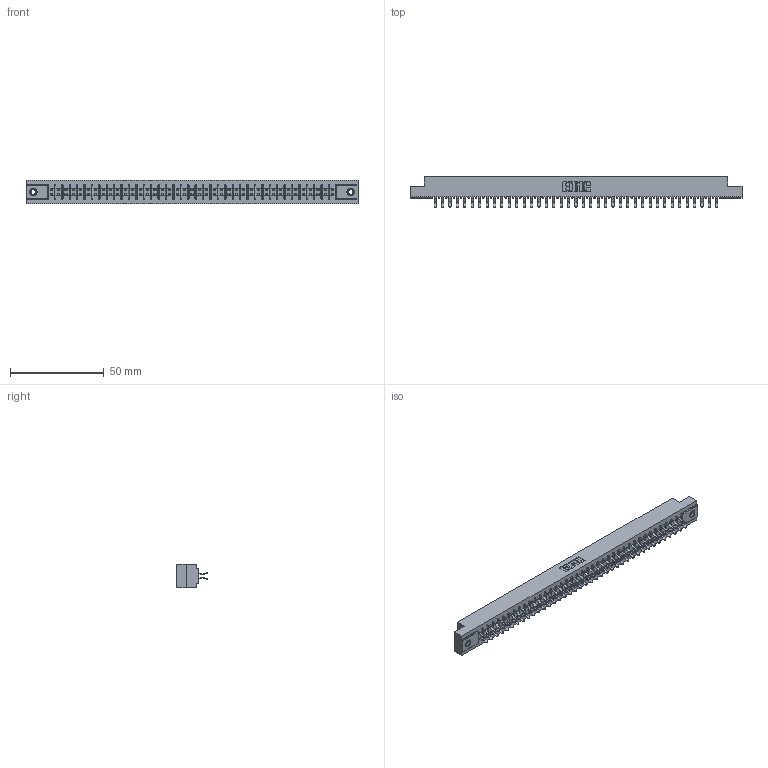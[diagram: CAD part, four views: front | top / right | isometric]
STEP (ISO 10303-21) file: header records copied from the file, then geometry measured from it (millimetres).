
FILE_DESCRIPTION (( 'STEP AP203' ), '1' );
FILE_NAME ('355-078-556-507.STEP', '2019-09-13T14:14:00', ( '' ), ( '' ), 'SwSTEP 2.0', 'SolidWorks 2016', '' );
FILE_SCHEMA (( 'CONFIG_CONTROL_DESIGN' ));
Length unit declared in the file: inch
Products named in the file (4): 345-250-001_345-250-005-103; 305-290-001_556; 355-078-556-507; 305 Part_.156 Dia
Assembly tree (81 placements, depth 2):
  355-078-556-507
    305 Part_.156 Dia
    305-290-001_556  x78
    345-250-001_345-250-005-103  x2
Bounding box: 177.55 x 16.64 x 12.7 mm (x, y, z)
Volume: 17939.9 mm3; surface area: 23677.7 mm2
Topology: 81 solids, 81 shells, 4544 faces, 13049 edges, 8482 vertices
Faces by surface type: plane 2518, cylinder 1854, sphere 156, cone 12, torus 4
Entity records: 43999 total; most frequent: CARTESIAN_POINT 7266, ORIENTED_EDGE 7206, DIRECTION 7045, EDGE_CURVE 3603, LINE 2903, VECTOR 2903, VERTEX_POINT 2292, AXIS2_PLACEMENT_3D 2071
